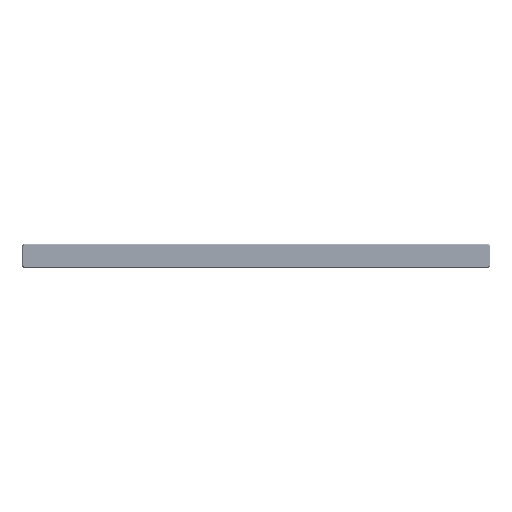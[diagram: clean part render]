
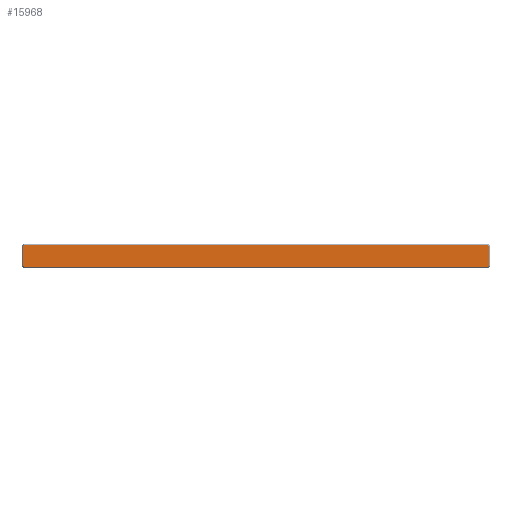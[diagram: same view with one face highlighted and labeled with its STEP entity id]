
A CAD part, front view. The second image highlights one B-rep face of the part: STEP entity #15968.
In plain terms, the highlighted planar face has unit normal (0, -1, 0).
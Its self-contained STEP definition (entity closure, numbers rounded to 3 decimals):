
#10965=FACE_OUTER_BOUND('',#32403,.T.);
#15968=ADVANCED_FACE('',(#10965),#21836,.T.);
#21836=PLANE('',#118882);
#32403=EDGE_LOOP('',(#39746,#39747,#39748,#39749,#39750,#39751,#39752,#39753));
#39746=ORIENTED_EDGE('',*,*,#81786,.T.);
#39747=ORIENTED_EDGE('',*,*,#81787,.F.);
#39748=ORIENTED_EDGE('',*,*,#81788,.T.);
#39749=ORIENTED_EDGE('',*,*,#81789,.T.);
#39750=ORIENTED_EDGE('',*,*,#81790,.T.);
#39751=ORIENTED_EDGE('',*,*,#81791,.F.);
#39752=ORIENTED_EDGE('',*,*,#81792,.T.);
#39753=ORIENTED_EDGE('',*,*,#81793,.T.);
#71098=VERTEX_POINT('',#157569);
#71099=VERTEX_POINT('',#157570);
#71100=VERTEX_POINT('',#157572);
#71101=VERTEX_POINT('',#157574);
#71102=VERTEX_POINT('',#157576);
#71103=VERTEX_POINT('',#157578);
#71104=VERTEX_POINT('',#157580);
#71105=VERTEX_POINT('',#157582);
#81786=EDGE_CURVE('',#71098,#71099,#97373,.T.);
#81787=EDGE_CURVE('',#71100,#71099,#97374,.T.);
#81788=EDGE_CURVE('',#71100,#71101,#97375,.T.);
#81789=EDGE_CURVE('',#71101,#71102,#97376,.T.);
#81790=EDGE_CURVE('',#71102,#71103,#97377,.T.);
#81791=EDGE_CURVE('',#71104,#71103,#97378,.T.);
#81792=EDGE_CURVE('',#71104,#71105,#97379,.T.);
#81793=EDGE_CURVE('',#71105,#71098,#97380,.T.);
#97373=LINE('',#157568,#108169);
#97374=LINE('',#157571,#108170);
#97375=LINE('',#157573,#108171);
#97376=LINE('',#157575,#108172);
#97377=LINE('',#157577,#108173);
#97378=LINE('',#157579,#108174);
#97379=LINE('',#157581,#108175);
#97380=LINE('',#157583,#108176);
#108169=VECTOR('',#128086,1.);
#108170=VECTOR('',#128087,1.);
#108171=VECTOR('',#128088,1.);
#108172=VECTOR('',#128089,1.);
#108173=VECTOR('',#128090,1.);
#108174=VECTOR('',#128091,1.);
#108175=VECTOR('',#128092,1.);
#108176=VECTOR('',#128093,1.);
#118882=AXIS2_PLACEMENT_3D('',#157584,#128094,#128095);
#128086=DIRECTION('',(-1.,0.,0.));
#128087=DIRECTION('',(0.577,0.,0.816));
#128088=DIRECTION('',(0.,0.,-1.));
#128089=DIRECTION('',(0.577,0.,-0.816));
#128090=DIRECTION('',(1.,0.,0.));
#128091=DIRECTION('',(-0.577,0.,-0.816));
#128092=DIRECTION('',(0.,0.,1.));
#128093=DIRECTION('',(-0.577,0.,0.816));
#128094=DIRECTION('',(0.,-1.,0.));
#128095=DIRECTION('',(1.,0.,0.));
#157568=CARTESIAN_POINT('',(-87.5,-4.5,4.));
#157569=CARTESIAN_POINT('',(86.8,-4.5,4.));
#157570=CARTESIAN_POINT('',(-86.8,-4.5,4.));
#157571=CARTESIAN_POINT('',(-87.082,-4.5,3.601));
#157572=CARTESIAN_POINT('',(-87.,-4.5,3.717));
#157573=CARTESIAN_POINT('',(-87.,-4.5,-4.));
#157574=CARTESIAN_POINT('',(-87.,-4.5,-3.717));
#157575=CARTESIAN_POINT('',(-91.04,-4.5,1.997));
#157576=CARTESIAN_POINT('',(-86.8,-4.5,-4.));
#157577=CARTESIAN_POINT('',(-87.5,-4.5,-4.));
#157578=CARTESIAN_POINT('',(86.8,-4.5,-4.));
#157579=CARTESIAN_POINT('',(87.082,-4.5,-3.601));
#157580=CARTESIAN_POINT('',(87.,-4.5,-3.717));
#157581=CARTESIAN_POINT('',(87.,-4.5,4.5));
#157582=CARTESIAN_POINT('',(87.,-4.5,3.717));
#157583=CARTESIAN_POINT('',(28.464,-4.5,86.499));
#157584=CARTESIAN_POINT('',(-87.5,-4.5,4.5));
